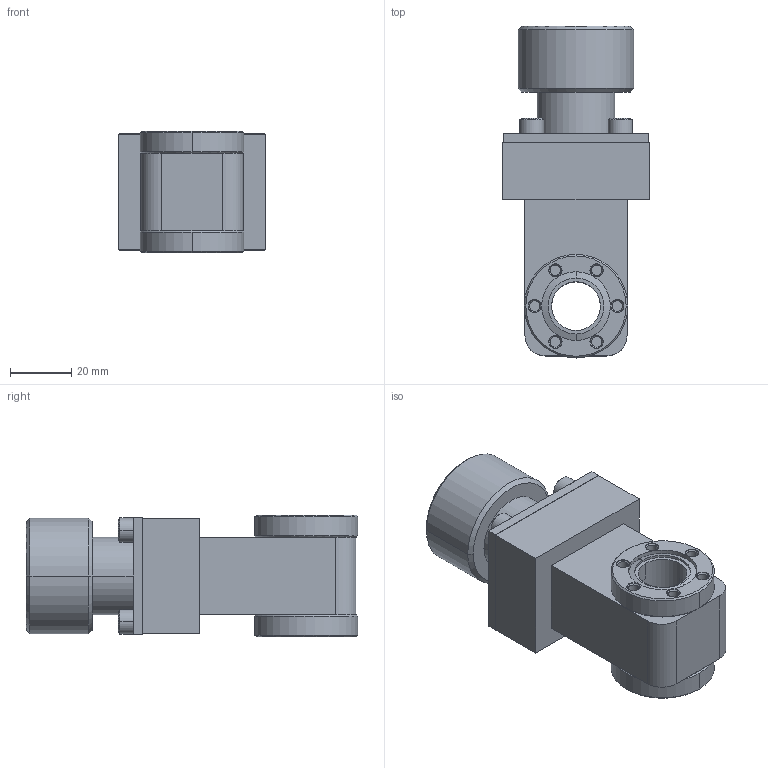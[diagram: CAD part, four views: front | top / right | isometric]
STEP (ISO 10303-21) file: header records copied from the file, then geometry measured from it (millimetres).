
FILE_DESCRIPTION((''),'2;1');
FILE_NAME('11110-0060','2009-11-06T',('jd'),(''),'PRO/ENGINEER BY PARAMETRIC TECHNOLOGY CORPORATION, 2009280','PRO/ENGINEER BY PARAMETRIC TECHNOLOGY CORPORATION, 2009280','');
FILE_SCHEMA(('CONFIG_CONTROL_DESIGN'));
Length unit declared in the file: inch
Products named in the file (1): 11110-0060
Bounding box: 47.75 x 108.38 x 39.75 mm (x, y, z)
Volume: 117167.5 mm3; surface area: 23891.5 mm2
Topology: 1 solids, 13 shells, 207 faces, 476 edges, 308 vertices
Faces by surface type: plane 83, cylinder 76, cone 48
Entity records: 5931 total; most frequent: DIRECTION 1120, CARTESIAN_POINT 992, ORIENTED_EDGE 904, EDGE_CURVE 476, AXIS2_PLACEMENT_3D 436, VERTEX_POINT 308, VECTOR 248, LINE 248
